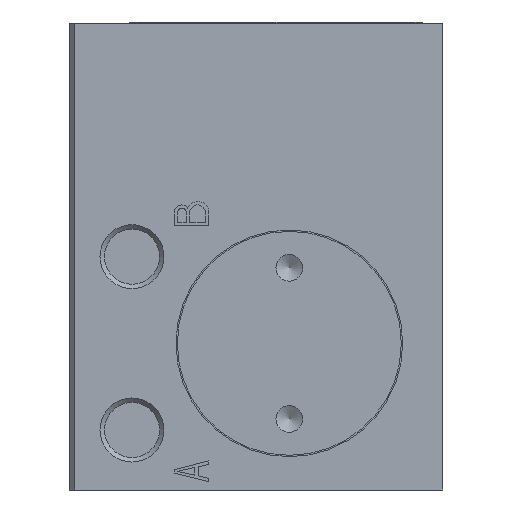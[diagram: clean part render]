
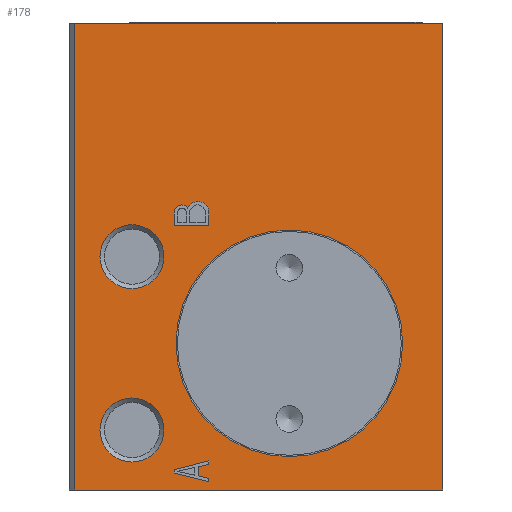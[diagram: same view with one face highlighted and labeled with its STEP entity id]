
A CAD part, left-side view. The second image highlights one B-rep face of the part: STEP entity #178.
In plain terms, the highlighted face is planar.
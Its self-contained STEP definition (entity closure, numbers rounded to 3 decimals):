
#178 = ADVANCED_FACE( '', ( #340, #341, #342, #343, #344, #345 ), #346, .F. );
#340 = FACE_BOUND( '', #699, .T. );
#341 = FACE_BOUND( '', #700, .T. );
#342 = FACE_BOUND( '', #701, .T. );
#343 = FACE_OUTER_BOUND( '', #702, .T. );
#344 = FACE_BOUND( '', #703, .T. );
#345 = FACE_BOUND( '', #704, .T. );
#346 = PLANE( '', #705 );
#699 = EDGE_LOOP( '', ( #1122, #1123, #1124, #1125, #1126 ) );
#700 = EDGE_LOOP( '', ( #1127 ) );
#701 = EDGE_LOOP( '', ( #1128 ) );
#702 = EDGE_LOOP( '', ( #1129, #1130, #1131, #1132 ) );
#703 = EDGE_LOOP( '', ( #1133 ) );
#704 = EDGE_LOOP( '', ( #1134, #1135, #1136, #1137, #1138, #1139, #1140, #1141 ) );
#705 = AXIS2_PLACEMENT_3D( '', #1142, #1143, #1144 );
#1122 = ORIENTED_EDGE( '', *, *, #2062, .F. );
#1123 = ORIENTED_EDGE( '', *, *, #2063, .F. );
#1124 = ORIENTED_EDGE( '', *, *, #2064, .F. );
#1125 = ORIENTED_EDGE( '', *, *, #2065, .F. );
#1126 = ORIENTED_EDGE( '', *, *, #2066, .F. );
#1127 = ORIENTED_EDGE( '', *, *, #2067, .T. );
#1128 = ORIENTED_EDGE( '', *, *, #2068, .F. );
#1129 = ORIENTED_EDGE( '', *, *, #2049, .T. );
#1130 = ORIENTED_EDGE( '', *, *, #2069, .F. );
#1131 = ORIENTED_EDGE( '', *, *, #2070, .F. );
#1132 = ORIENTED_EDGE( '', *, *, #2071, .T. );
#1133 = ORIENTED_EDGE( '', *, *, #2072, .F. );
#1134 = ORIENTED_EDGE( '', *, *, #2073, .T. );
#1135 = ORIENTED_EDGE( '', *, *, #2074, .T. );
#1136 = ORIENTED_EDGE( '', *, *, #2075, .T. );
#1137 = ORIENTED_EDGE( '', *, *, #2076, .T. );
#1138 = ORIENTED_EDGE( '', *, *, #2077, .T. );
#1139 = ORIENTED_EDGE( '', *, *, #2078, .T. );
#1140 = ORIENTED_EDGE( '', *, *, #2079, .T. );
#1141 = ORIENTED_EDGE( '', *, *, #2080, .T. );
#1142 = CARTESIAN_POINT( '', ( 17.5, 8., -37.5 ) );
#1143 = DIRECTION( '', ( 0., 0., 1. ) );
#1144 = DIRECTION( '', ( 1., 0., 0. ) );
#2049 = EDGE_CURVE( '', #2365, #2363, #2366, .T. );
#2062 = EDGE_CURVE( '', #2390, #2391, #2392, .T. );
#2063 = EDGE_CURVE( '', #2393, #2390, #2394, .T. );
#2064 = EDGE_CURVE( '', #2395, #2393, #2396, .T. );
#2065 = EDGE_CURVE( '', #2397, #2395, #2398, .T. );
#2066 = EDGE_CURVE( '', #2391, #2397, #2399, .T. );
#2067 = EDGE_CURVE( '', #2400, #2400, #2401, .T. );
#2068 = EDGE_CURVE( '', #2402, #2402, #2403, .F. );
#2069 = EDGE_CURVE( '', #2404, #2363, #2405, .T. );
#2070 = EDGE_CURVE( '', #2406, #2404, #2407, .T. );
#2071 = EDGE_CURVE( '', #2406, #2365, #2408, .T. );
#2072 = EDGE_CURVE( '', #2409, #2409, #2410, .F. );
#2073 = EDGE_CURVE( '', #2411, #2412, #2413, .T. );
#2074 = EDGE_CURVE( '', #2412, #2414, #2415, .T. );
#2075 = EDGE_CURVE( '', #2414, #2416, #2417, .T. );
#2076 = EDGE_CURVE( '', #2416, #2418, #2419, .T. );
#2077 = EDGE_CURVE( '', #2418, #2420, #2421, .T. );
#2078 = EDGE_CURVE( '', #2420, #2422, #2423, .T. );
#2079 = EDGE_CURVE( '', #2422, #2424, #2425, .T. );
#2080 = EDGE_CURVE( '', #2424, #2411, #2426, .T. );
#2363 = VERTEX_POINT( '', #2892 );
#2365 = VERTEX_POINT( '', #2895 );
#2366 = LINE( '', #2896, #2897 );
#2390 = VERTEX_POINT( '', #2927 );
#2391 = VERTEX_POINT( '', #2928 );
#2392 = LINE( '', #2929, #2930 );
#2393 = VERTEX_POINT( '', #2931 );
#2394 = LINE( '', #2932, #2933 );
#2395 = VERTEX_POINT( '', #2934 );
#2396 = CIRCLE( '', #2935, 0.565 );
#2397 = VERTEX_POINT( '', #2936 );
#2398 = CIRCLE( '', #2937, 0.806 );
#2399 = LINE( '', #2938, #2939 );
#2400 = VERTEX_POINT( '', #2940 );
#2401 = CIRCLE( '', #2941, 8.5 );
#2402 = VERTEX_POINT( '', #2942 );
#2403 = CIRCLE( '', #2943, 2.4 );
#2404 = VERTEX_POINT( '', #2944 );
#2405 = LINE( '', #2945, #2946 );
#2406 = VERTEX_POINT( '', #2947 );
#2407 = LINE( '', #2948, #2949 );
#2408 = LINE( '', #2950, #2951 );
#2409 = VERTEX_POINT( '', #2952 );
#2410 = CIRCLE( '', #2953, 2.4 );
#2411 = VERTEX_POINT( '', #2954 );
#2412 = VERTEX_POINT( '', #2955 );
#2413 = LINE( '', #2956, #2957 );
#2414 = VERTEX_POINT( '', #2958 );
#2415 = LINE( '', #2959, #2960 );
#2416 = VERTEX_POINT( '', #2961 );
#2417 = LINE( '', #2962, #2963 );
#2418 = VERTEX_POINT( '', #2964 );
#2419 = LINE( '', #2965, #2966 );
#2420 = VERTEX_POINT( '', #2967 );
#2421 = LINE( '', #2968, #2969 );
#2422 = VERTEX_POINT( '', #2970 );
#2423 = LINE( '', #2971, #2972 );
#2424 = VERTEX_POINT( '', #2973 );
#2425 = LINE( '', #2974, #2975 );
#2426 = LINE( '', #2976, #2977 );
#2892 = CARTESIAN_POINT( '', ( -17.5, 35.6, -37.5 ) );
#2895 = CARTESIAN_POINT( '', ( -17.5, 8., -37.5 ) );
#2896 = CARTESIAN_POINT( '', ( -17.5, 8., -37.5 ) );
#2897 = VECTOR( '', #3533, 1000. );
#2927 = CARTESIAN_POINT( '', ( -2.32, 28.14, -37.5 ) );
#2928 = CARTESIAN_POINT( '', ( -2.32, 25.54, -37.5 ) );
#2929 = CARTESIAN_POINT( '', ( -2.32, 28.14, -37.5 ) );
#2930 = VECTOR( '', #3558, 1000. );
#2931 = CARTESIAN_POINT( '', ( -3.36, 28.14, -37.5 ) );
#2932 = CARTESIAN_POINT( '', ( -3.36, 28.14, -37.5 ) );
#2933 = VECTOR( '', #3559, 1000. );
#2934 = CARTESIAN_POINT( '', ( -3.62, 27.1, -37.5 ) );
#2935 = AXIS2_PLACEMENT_3D( '', #3560, #3561, #3562 );
#2936 = CARTESIAN_POINT( '', ( -3.36, 25.54, -37.5 ) );
#2937 = AXIS2_PLACEMENT_3D( '', #3563, #3564, #3565 );
#2938 = CARTESIAN_POINT( '', ( -2.32, 25.54, -37.5 ) );
#2939 = VECTOR( '', #3566, 1000. );
#2940 = CARTESIAN_POINT( '', ( 15., 19.5, -37.5 ) );
#2941 = AXIS2_PLACEMENT_3D( '', #3567, #3568, #3569 );
#2942 = CARTESIAN_POINT( '', ( 2.4, 31.3, -37.5 ) );
#2943 = AXIS2_PLACEMENT_3D( '', #3570, #3571, #3572 );
#2944 = CARTESIAN_POINT( '', ( 17.5, 35.6, -37.5 ) );
#2945 = CARTESIAN_POINT( '', ( 17.5, 35.6, -37.5 ) );
#2946 = VECTOR( '', #3573, 1000. );
#2947 = CARTESIAN_POINT( '', ( 17.5, 8., -37.5 ) );
#2948 = CARTESIAN_POINT( '', ( 17.5, 8., -37.5 ) );
#2949 = VECTOR( '', #3574, 1000. );
#2950 = CARTESIAN_POINT( '', ( 17.5, 8., -37.5 ) );
#2951 = VECTOR( '', #3575, 1000. );
#2952 = CARTESIAN_POINT( '', ( 15.4, 31.3, -37.5 ) );
#2953 = AXIS2_PLACEMENT_3D( '', #3576, #3577, #3578 );
#2954 = CARTESIAN_POINT( '', ( 15.97, 28.14, -37.5 ) );
#2955 = CARTESIAN_POINT( '', ( 15.32, 25.54, -37.5 ) );
#2956 = CARTESIAN_POINT( '', ( 15.97, 28.14, -37.5 ) );
#2957 = VECTOR( '', #3579, 1000. );
#2958 = CARTESIAN_POINT( '', ( 15.58, 25.54, -37.5 ) );
#2959 = CARTESIAN_POINT( '', ( 15.32, 25.54, -37.5 ) );
#2960 = VECTOR( '', #3580, 1000. );
#2961 = CARTESIAN_POINT( '', ( 15.753, 26.32, -37.5 ) );
#2962 = CARTESIAN_POINT( '', ( 15.58, 25.54, -37.5 ) );
#2963 = VECTOR( '', #3581, 1000. );
#2964 = CARTESIAN_POINT( '', ( 16.447, 26.32, -37.5 ) );
#2965 = CARTESIAN_POINT( '', ( 15.753, 26.32, -37.5 ) );
#2966 = VECTOR( '', #3582, 1000. );
#2967 = CARTESIAN_POINT( '', ( 16.62, 25.54, -37.5 ) );
#2968 = CARTESIAN_POINT( '', ( 16.447, 26.32, -37.5 ) );
#2969 = VECTOR( '', #3583, 1000. );
#2970 = CARTESIAN_POINT( '', ( 16.88, 25.54, -37.5 ) );
#2971 = CARTESIAN_POINT( '', ( 16.62, 25.54, -37.5 ) );
#2972 = VECTOR( '', #3584, 1000. );
#2973 = CARTESIAN_POINT( '', ( 16.23, 28.14, -37.5 ) );
#2974 = CARTESIAN_POINT( '', ( 16.88, 25.54, -37.5 ) );
#2975 = VECTOR( '', #3585, 1000. );
#2976 = CARTESIAN_POINT( '', ( 16.23, 28.14, -37.5 ) );
#2977 = VECTOR( '', #3586, 1000. );
#3533 = DIRECTION( '', ( 0., 1., 0. ) );
#3558 = DIRECTION( '', ( 0., -1., 0. ) );
#3559 = DIRECTION( '', ( 1., 0., 0. ) );
#3560 = CARTESIAN_POINT( '', ( -3.317, 27.577, -37.5 ) );
#3561 = DIRECTION( '', ( 0., 0., -1. ) );
#3562 = DIRECTION( '', ( -1., 0., 0. ) );
#3563 = CARTESIAN_POINT( '', ( -3.334, 26.346, -37.5 ) );
#3564 = DIRECTION( '', ( 0., 0., -1. ) );
#3565 = DIRECTION( '', ( -1., 0., 0. ) );
#3566 = DIRECTION( '', ( -1., 0., 0. ) );
#3567 = CARTESIAN_POINT( '', ( 6.5, 19.5, -37.5 ) );
#3568 = DIRECTION( '', ( 0., 0., 1. ) );
#3569 = DIRECTION( '', ( 1., 0., 0. ) );
#3570 = CARTESIAN_POINT( '', ( 0., 31.3, -37.5 ) );
#3571 = DIRECTION( '', ( 0., 0., 1. ) );
#3572 = DIRECTION( '', ( 1., 0., 0. ) );
#3573 = DIRECTION( '', ( -1., 0., 0. ) );
#3574 = DIRECTION( '', ( 0., 1., 0. ) );
#3575 = DIRECTION( '', ( -1., 0., 0. ) );
#3576 = CARTESIAN_POINT( '', ( 13., 31.3, -37.5 ) );
#3577 = DIRECTION( '', ( 0., 0., 1. ) );
#3578 = DIRECTION( '', ( 1., 0., 0. ) );
#3579 = DIRECTION( '', ( -0.243, -0.97, 0. ) );
#3580 = DIRECTION( '', ( 1., 0., 0. ) );
#3581 = DIRECTION( '', ( 0.217, 0.976, 0. ) );
#3582 = DIRECTION( '', ( 1., 0., 0. ) );
#3583 = DIRECTION( '', ( 0.217, -0.976, 0. ) );
#3584 = DIRECTION( '', ( 1., 0., 0. ) );
#3585 = DIRECTION( '', ( -0.243, 0.97, 0. ) );
#3586 = DIRECTION( '', ( -1., 0., 0. ) );
